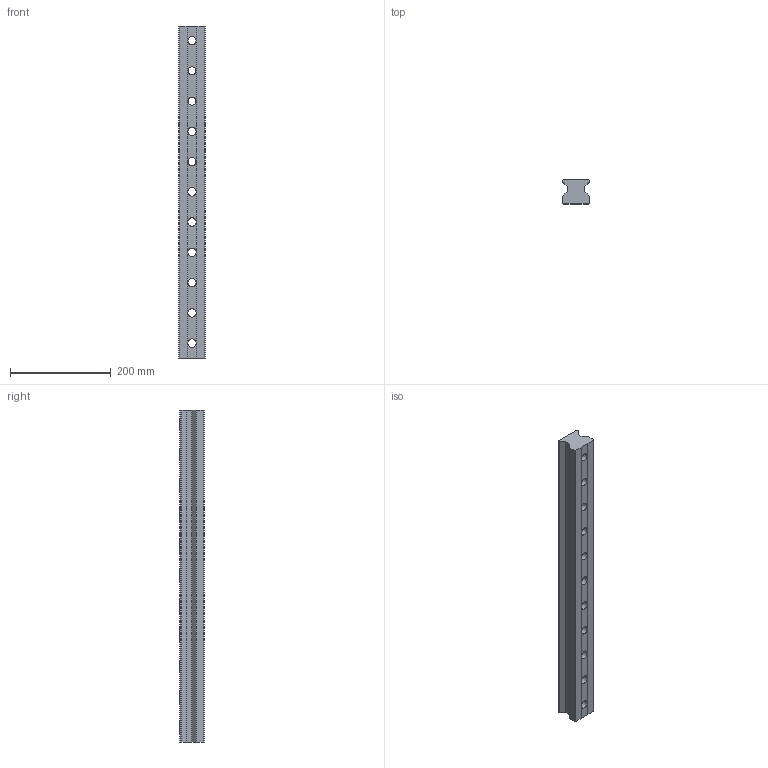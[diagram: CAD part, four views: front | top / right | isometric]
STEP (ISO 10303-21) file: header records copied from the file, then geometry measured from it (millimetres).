
FILE_DESCRIPTION (( 'STEP AP214' ), '1' );
FILE_NAME ('CAD_RMG55LC_Skena_Rollco.stp.STEP', '2022-06-23T09:08:36', ( '' ), ( '' ), 'SwSTEP 2.0', 'SolidWorks 2021', '' );
FILE_SCHEMA (( 'AUTOMOTIVE_DESIGN' ));
Length unit declared in the file: millimetre
Products named in the file (2): CAD_RMG55LC_Skena_Rollco.stp; Monoguida MG 55 cliente.stp
Assembly tree (1 placements, depth 2):
  CAD_RMG55LC_Skena_Rollco.stp
    Monoguida MG 55 cliente.stp
Bounding box: 53 x 48 x 658 mm (x, y, z)
Volume: 1262173.1 mm3; surface area: 173807.8 mm2
Topology: 1 solids, 1 shells, 89 faces, 228 edges, 152 vertices
Faces by surface type: bspline 37, plane 28, cylinder 24
Entity records: 3260 total; most frequent: CARTESIAN_POINT 1052, ORIENTED_EDGE 456, DIRECTION 432, EDGE_CURVE 228, AXIS2_PLACEMENT_3D 168, VERTEX_POINT 152, EDGE_LOOP 122, CIRCLE 112
